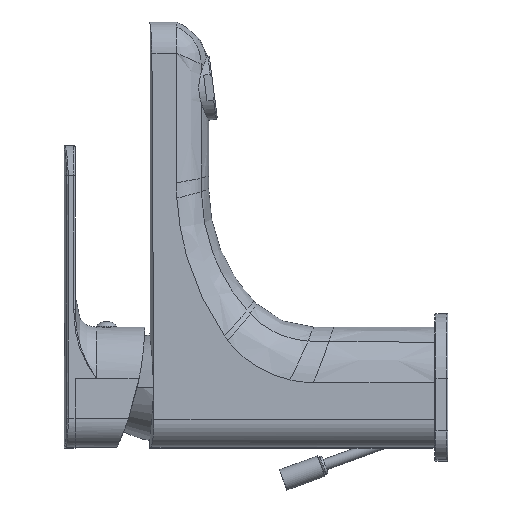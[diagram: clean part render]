
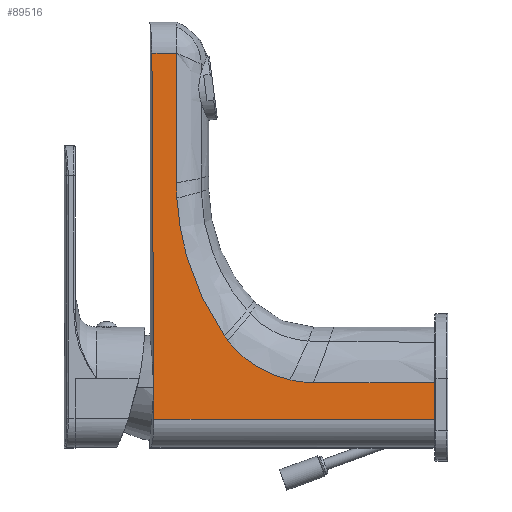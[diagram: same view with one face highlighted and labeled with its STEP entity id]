
A CAD part, left-side view. The second image highlights one B-rep face of the part: STEP entity #89516.
In plain terms, the highlighted planar face has unit normal (-0.999, 0, 0.043).
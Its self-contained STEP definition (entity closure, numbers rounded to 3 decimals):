
#31200=CARTESIAN_POINT('',(-22.081,104.366,
-11.687));
#31237=DIRECTION('',(0.043,0.,0.999));
#31238=VECTOR('',#31237,13.6);
#31239=CARTESIAN_POINT('',(-22.081,0.,-11.687));
#31240=LINE('',#31239,#31238);
#31241=DIRECTION('',(0.,1.,0.));
#31242=VECTOR('',#31241,104.366);
#31243=CARTESIAN_POINT('',(-22.081,0.,-11.687));
#31244=LINE('',#31243,#31242);
#31245=CARTESIAN_POINT('',(-16.259,105.116,
124.395));
#31246=CARTESIAN_POINT('',(-18.2,104.905,
79.034));
#31247=CARTESIAN_POINT('',(-20.141,104.655,
33.673));
#31248=CARTESIAN_POINT('',(-22.081,104.366,
-11.687));
#31250=DIRECTION('',(-0.043,0.,-0.999));
#31251=VECTOR('',#31250,48.247);
#31252=CARTESIAN_POINT('',(-16.259,96.,124.395));
#31253=LINE('',#31252,#31251);
#31254=DIRECTION('',(0.,-1.,0.));
#31255=VECTOR('',#31254,45.);
#31256=CARTESIAN_POINT('',(-21.5,45.,1.9));
#31257=LINE('',#31256,#31255);
#31319=DIRECTION('',(0.,-1.,0.));
#31320=VECTOR('',#31319,9.116);
#31321=CARTESIAN_POINT('',(-16.259,105.116,
124.395));
#31322=LINE('',#31321,#31320);
#31347=CARTESIAN_POINT('',(-18.567,95.835,
70.458));
#31348=CARTESIAN_POINT('',(-18.485,95.945,
72.367));
#31349=CARTESIAN_POINT('',(-18.403,96.,74.28));
#31350=CARTESIAN_POINT('',(-18.321,96.,76.193));
#31436=CARTESIAN_POINT('',(-21.5,45.,1.9));
#31437=CARTESIAN_POINT('',(-21.5,47.955,
1.9));
#31438=CARTESIAN_POINT('',(-21.486,50.909,
2.226));
#31439=CARTESIAN_POINT('',(-21.459,53.793,
2.869));
#31447=CARTESIAN_POINT('',(-21.459,53.793,
2.869));
#31448=CARTESIAN_POINT('',(-21.415,58.322,
3.879));
#31449=CARTESIAN_POINT('',(-21.261,67.027,
7.476));
#31450=CARTESIAN_POINT('',(-20.991,74.002,
13.801));
#31451=CARTESIAN_POINT('',(-20.834,76.852,
17.46));
#31459=CARTESIAN_POINT('',(-20.834,76.852,
17.46));
#31460=CARTESIAN_POINT('',(-20.809,77.303,
18.04));
#31461=CARTESIAN_POINT('',(-20.784,77.738,
18.631));
#31462=CARTESIAN_POINT('',(-20.758,78.157,
19.234));
#31470=CARTESIAN_POINT('',(-20.758,78.157,
19.234));
#31471=CARTESIAN_POINT('',(-20.437,83.376,
26.748));
#31472=CARTESIAN_POINT('',(-19.732,91.734,
43.214));
#31473=CARTESIAN_POINT('',(-18.957,95.31,
61.328));
#31474=CARTESIAN_POINT('',(-18.567,95.835,
70.458));
#35109=VERTEX_POINT('',#31470);
#35110=VERTEX_POINT('',#31474);
#35111=VERTEX_POINT('',#31459);
#35112=VERTEX_POINT('',#31447);
#35117=CARTESIAN_POINT('',(-16.259,96.,124.395));
#35118=CARTESIAN_POINT('',(-18.321,96.,76.193));
#35119=VERTEX_POINT('',#35117);
#35120=VERTEX_POINT('',#35118);
#35136=VERTEX_POINT('',#31436);
#35140=VERTEX_POINT('',#31200);
#35141=VERTEX_POINT('',#31245);
#42759=CARTESIAN_POINT('',(-22.081,0.,-11.687));
#42760=VERTEX_POINT('',#42759);
#42761=CARTESIAN_POINT('',(-21.5,0.,1.9));
#42762=VERTEX_POINT('',#42761);
#89491=CARTESIAN_POINT('',(-22.081,0.,-11.687));
#89492=DIRECTION('',(-0.999,0.,0.043));
#89493=DIRECTION('',(0.043,0.,0.999));
#89494=AXIS2_PLACEMENT_3D('',#89491,#89492,#89493);
#89495=PLANE('',#89494);
#89496=ORIENTED_EDGE('',*,*,#49511,.F.);
#89497=ORIENTED_EDGE('',*,*,#89474,.T.);
#89498=ORIENTED_EDGE('',*,*,#49405,.F.);
#89500=ORIENTED_EDGE('',*,*,#89499,.T.);
#89501=ORIENTED_EDGE('',*,*,#49166,.T.);
#89503=ORIENTED_EDGE('',*,*,#89502,.F.);
#89505=ORIENTED_EDGE('',*,*,#89504,.F.);
#89507=ORIENTED_EDGE('',*,*,#89506,.F.);
#89509=ORIENTED_EDGE('',*,*,#89508,.F.);
#89511=ORIENTED_EDGE('',*,*,#89510,.F.);
#89513=ORIENTED_EDGE('',*,*,#89512,.T.);
#89514=EDGE_LOOP('',(#89496,#89497,#89498,#89500,#89501,#89503,#89505,#89507,
#89509,#89511,#89513));
#89515=FACE_OUTER_BOUND('',#89514,.F.);
#89516=ADVANCED_FACE('',(#89515),#89495,.T.);
#31249=B_SPLINE_CURVE_WITH_KNOTS('',3,(#31245,#31246,#31247,#31248),
.UNSPECIFIED.,.F.,.F.,(4,4),(0.,1.),.UNSPECIFIED.);
#31351=B_SPLINE_CURVE_WITH_KNOTS('',3,(#31347,#31348,#31349,#31350),
.UNSPECIFIED.,.F.,.F.,(4,4),(0.,1.),.UNSPECIFIED.);
#31440=B_SPLINE_CURVE_WITH_KNOTS('',3,(#31436,#31437,#31438,#31439),
.UNSPECIFIED.,.F.,.F.,(4,4),(0.,1.),.UNSPECIFIED.);
#31452=B_SPLINE_CURVE_WITH_KNOTS('',3,(#31447,#31448,#31449,#31450,#31451),
.UNSPECIFIED.,.F.,.F.,(4,1,4),(0.,0.5,1.),.UNSPECIFIED.);
#31463=B_SPLINE_CURVE_WITH_KNOTS('',3,(#31459,#31460,#31461,#31462),
.UNSPECIFIED.,.F.,.F.,(4,4),(0.,1.),.UNSPECIFIED.);
#31475=B_SPLINE_CURVE_WITH_KNOTS('',3,(#31470,#31471,#31472,#31473,#31474),
.UNSPECIFIED.,.F.,.F.,(4,1,4),(0.,0.5,1.),.UNSPECIFIED.);
#49166=EDGE_CURVE('',#35119,#35120,#31253,.T.);
#49405=EDGE_CURVE('',#35141,#35140,#31249,.T.);
#49511=EDGE_CURVE('',#42760,#42762,#31240,.T.);
#89474=EDGE_CURVE('',#42760,#35140,#31244,.T.);
#89499=EDGE_CURVE('',#35141,#35119,#31322,.T.);
#89502=EDGE_CURVE('',#35110,#35120,#31351,.T.);
#89504=EDGE_CURVE('',#35109,#35110,#31475,.T.);
#89506=EDGE_CURVE('',#35111,#35109,#31463,.T.);
#89508=EDGE_CURVE('',#35112,#35111,#31452,.T.);
#89510=EDGE_CURVE('',#35136,#35112,#31440,.T.);
#89512=EDGE_CURVE('',#35136,#42762,#31257,.T.);
